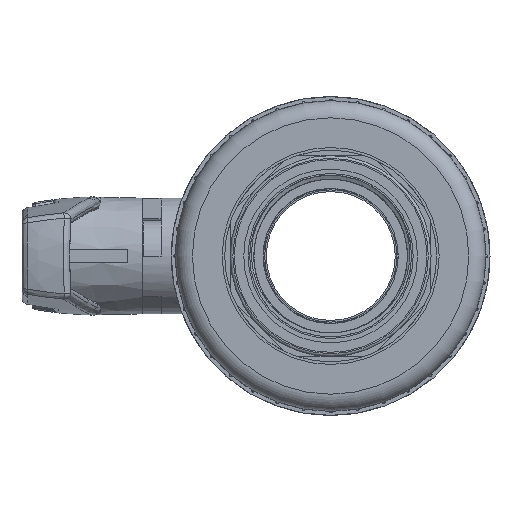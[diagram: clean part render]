
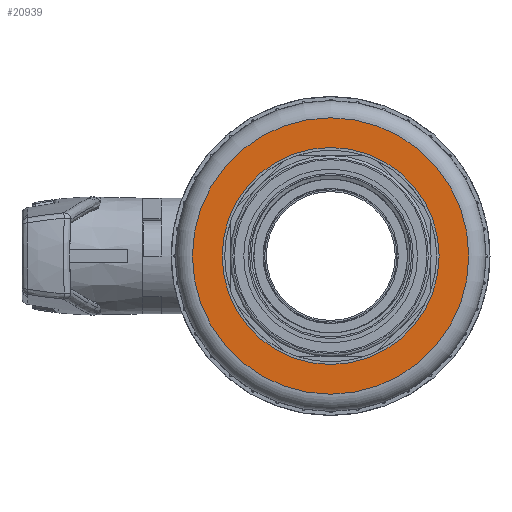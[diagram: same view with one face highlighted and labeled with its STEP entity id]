
A CAD part, left-side view. The second image highlights one B-rep face of the part: STEP entity #20939.
In plain terms, the highlighted planar face has unit normal (-1, 0, 0).
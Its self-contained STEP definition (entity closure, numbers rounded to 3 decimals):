
#443=FACE_BOUND('',#3799,.T.);
#847=PLANE('',#22327);
#1423=CIRCLE('',#22328,50.91);
#1424=CIRCLE('',#22329,39.979);
#2560=FACE_OUTER_BOUND('',#3798,.T.);
#3798=EDGE_LOOP('',(#15973));
#3799=EDGE_LOOP('',(#15974));
#9165=VERTEX_POINT('',#44071);
#9166=VERTEX_POINT('',#44073);
#11700=EDGE_CURVE('',#9165,#9165,#1423,.T.);
#11701=EDGE_CURVE('',#9166,#9166,#1424,.T.);
#15973=ORIENTED_EDGE('',*,*,#11700,.T.);
#15974=ORIENTED_EDGE('',*,*,#11701,.T.);
#20939=ADVANCED_FACE('',(#2560,#443),#847,.F.);
#22327=AXIS2_PLACEMENT_3D('',#44070,#25661,#25662);
#22328=AXIS2_PLACEMENT_3D('',#44072,#25663,#25664);
#22329=AXIS2_PLACEMENT_3D('',#44074,#25665,#25666);
#25661=DIRECTION('center_axis',(1.,0.,0.));
#25662=DIRECTION('ref_axis',(0.,1.,0.));
#25663=DIRECTION('center_axis',(-1.,0.,0.));
#25664=DIRECTION('ref_axis',(0.,1.,0.));
#25665=DIRECTION('center_axis',(1.,0.,0.));
#25666=DIRECTION('ref_axis',(0.,0.,-1.));
#44070=CARTESIAN_POINT('Origin',(-103.138,55.907,0.));
#44071=CARTESIAN_POINT('',(-103.138,-52.16,0.));
#44072=CARTESIAN_POINT('Origin',(-103.138,-1.25,0.));
#44073=CARTESIAN_POINT('',(-103.138,-1.25,39.979));
#44074=CARTESIAN_POINT('Origin',(-103.138,-1.25,0.));
